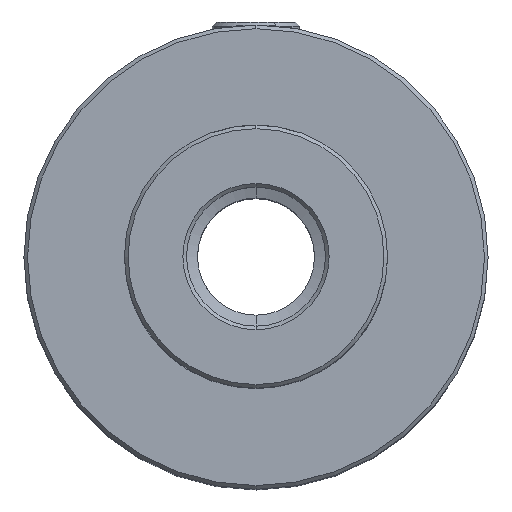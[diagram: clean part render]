
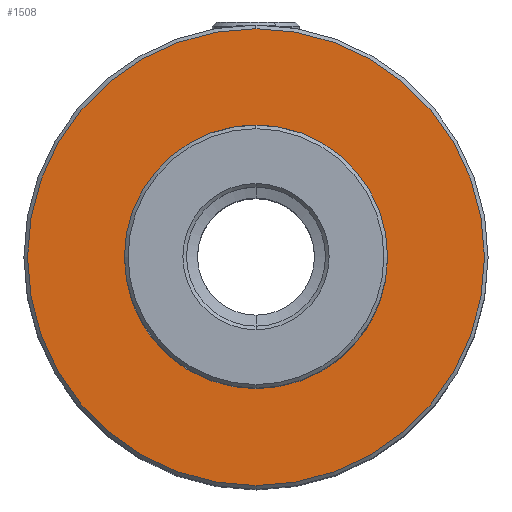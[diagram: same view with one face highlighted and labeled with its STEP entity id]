
A CAD part, top view. The second image highlights one B-rep face of the part: STEP entity #1508.
In plain terms, the highlighted planar face has unit normal (0, 0, 1).
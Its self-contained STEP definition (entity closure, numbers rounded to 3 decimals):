
#550=VERTEX_POINT('NONE',#1587);
#688=EDGE_CURVE('NONE',#550,#1188,#1740,.T.);
#872=EDGE_CURVE('NONE',#1224,#1318,#1947,.T.);
#1054=EDGE_CURVE('NONE',#1318,#1224,#2144,.T.);
#1074=EDGE_CURVE('NONE',#1188,#550,#2169,.T.);
#1188=VERTEX_POINT('NONE',#2304);
#1224=VERTEX_POINT('NONE',#2342);
#1318=VERTEX_POINT('NONE',#2443);
#1508=ADVANCED_FACE('NONE',(#2652,#2653),#2654,.T.);
#1587=CARTESIAN_POINT('',(0.0,-31.25,0.));
#1740=CIRCLE('',#3176,31.25);
#1947=CIRCLE('',#3605,17.8);
#2144=CIRCLE('',#3963,17.8);
#2169=CIRCLE('',#3991,31.25);
#2304=CARTESIAN_POINT('',(0.,31.25,0.));
#2342=CARTESIAN_POINT('',(0.,17.8,0.));
#2443=CARTESIAN_POINT('',(0.0,-17.8,0.));
#2652=FACE_OUTER_BOUND('',#4878,.T.);
#2653=FACE_BOUND('',#4879,.T.);
#2654=PLANE('',#4880);
#3176=AXIS2_PLACEMENT_3D('',#5184,#5185,#5186);
#3605=AXIS2_PLACEMENT_3D('',#5453,#5454,#5455);
#3963=AXIS2_PLACEMENT_3D('',#5657,#5658,#5659);
#3991=AXIS2_PLACEMENT_3D('',#5708,#5709,#5710);
#4878=EDGE_LOOP('',(#6275,#6276));
#4879=EDGE_LOOP('',(#6277,#6278));
#4880=AXIS2_PLACEMENT_3D('',#6279,#6280,#6281);
#5184=CARTESIAN_POINT('',(0.0,0.0,0.));
#5185=DIRECTION('',(0.0,-0.0,1.0));
#5186=DIRECTION('',(0.0,1.0,0.0));
#5453=CARTESIAN_POINT('',(0.0,0.0,0.));
#5454=DIRECTION('',(0.0,-0.0,1.0));
#5455=DIRECTION('',(0.0,1.0,0.0));
#5657=CARTESIAN_POINT('',(0.0,0.0,0.));
#5658=DIRECTION('',(0.0,-0.0,1.0));
#5659=DIRECTION('',(0.0,1.0,0.0));
#5708=CARTESIAN_POINT('',(0.0,0.0,0.));
#5709=DIRECTION('',(0.0,-0.0,1.0));
#5710=DIRECTION('',(0.0,1.0,0.0));
#6275=ORIENTED_EDGE('',*,*,#688,.T.);
#6276=ORIENTED_EDGE('',*,*,#1074,.T.);
#6277=ORIENTED_EDGE('',*,*,#1054,.F.);
#6278=ORIENTED_EDGE('',*,*,#872,.F.);
#6279=CARTESIAN_POINT('',(-30.75,0.0,0.));
#6280=DIRECTION('',(0.0,-0.0,1.0));
#6281=DIRECTION('',(0.0,1.0,0.0));
